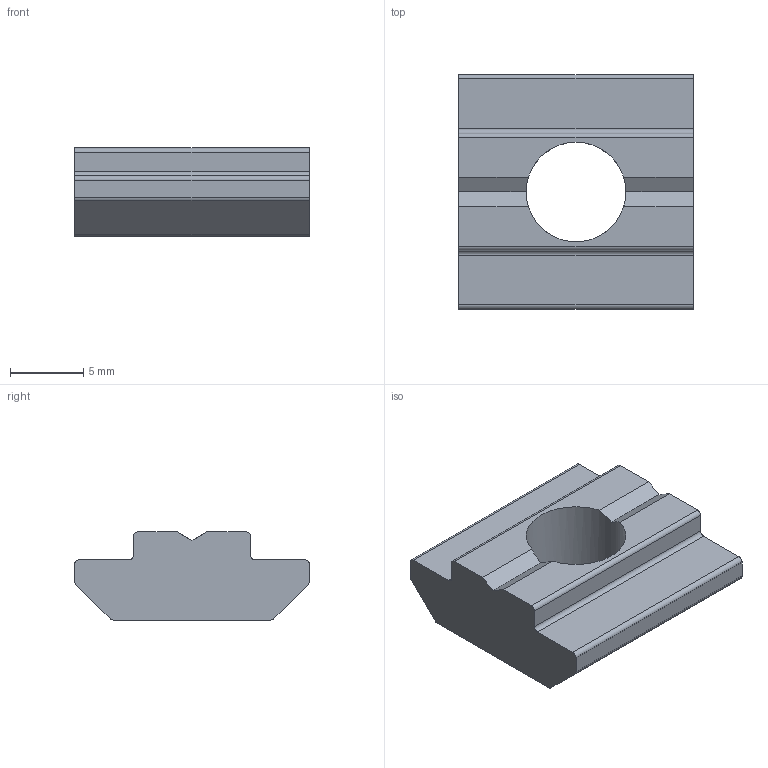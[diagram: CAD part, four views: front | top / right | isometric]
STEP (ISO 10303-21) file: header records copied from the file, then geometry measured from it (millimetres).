
FILE_DESCRIPTION(('STEP AP203'),'1');
FILE_NAME('FIXE08B1131.stp','2023-10-17T07:37:48',(' '),(' '),'Spatial InterOp 3D',' ',' ');
FILE_SCHEMA(('CONFIG_CONTROL_DESIGN'));
Length unit declared in the file: millimetre
Products named in the file (1): Ecrou coulisseau 8-30B M8
Bounding box: 16 x 16 x 6 mm (x, y, z)
Volume: 968.8 mm3; surface area: 849.1 mm2
Topology: 1 solids, 1 shells, 28 faces, 80 edges, 53 vertices
Faces by surface type: plane 17, cylinder 11
Full cylindrical faces by diameter (mm): 6.8 x1
Entity records: 1086 total; most frequent: DIRECTION 164, CARTESIAN_POINT 161, ORIENTED_EDGE 158, EDGE_CURVE 79, AXIS2_PLACEMENT_3D 56, VERTEX_POINT 53, LINE 52, VECTOR 52
